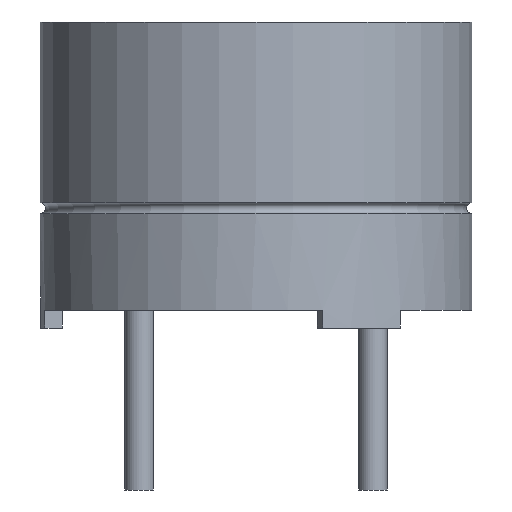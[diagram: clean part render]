
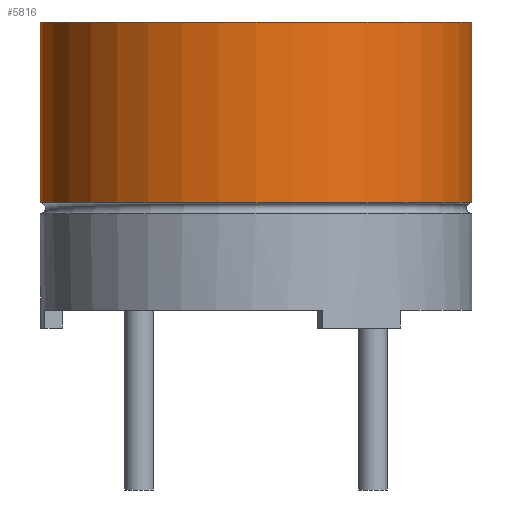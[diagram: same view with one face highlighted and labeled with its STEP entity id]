
A CAD part, front view. The second image highlights one B-rep face of the part: STEP entity #5816.
In plain terms, the highlighted cylindrical face has radius 6 mm (diameter 12 mm), a full revolution.
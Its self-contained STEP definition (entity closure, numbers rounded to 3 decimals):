
#594=LINE('',#7775,#1208);
#1208=VECTOR('',#6509,6.);
#1822=CYLINDRICAL_SURFACE('',#6170,6.);
#1833=FACE_OUTER_BOUND('',#2156,.T.);
#2156=EDGE_LOOP('',(#3982,#3983,#3984,#3985));
#2512=CIRCLE('',#6169,6.);
#2513=CIRCLE('',#6171,6.);
#2538=VERTEX_POINT('',#7770);
#2539=VERTEX_POINT('',#7774);
#3115=EDGE_CURVE('',#2538,#2538,#2512,.T.);
#3116=EDGE_CURVE('',#2538,#2539,#594,.T.);
#3117=EDGE_CURVE('',#2539,#2539,#2513,.T.);
#3982=ORIENTED_EDGE('',*,*,#3115,.T.);
#3983=ORIENTED_EDGE('',*,*,#3116,.T.);
#3984=ORIENTED_EDGE('',*,*,#3117,.F.);
#3985=ORIENTED_EDGE('',*,*,#3116,.F.);
#5816=ADVANCED_FACE('',(#1833),#1822,.T.);
#6169=AXIS2_PLACEMENT_3D('',#7772,#6505,#6506);
#6170=AXIS2_PLACEMENT_3D('',#7773,#6507,#6508);
#6171=AXIS2_PLACEMENT_3D('',#7776,#6510,#6511);
#6505=DIRECTION('center_axis',(0.,0.,1.));
#6506=DIRECTION('ref_axis',(0.,-1.,0.));
#6507=DIRECTION('center_axis',(0.,0.,-1.));
#6508=DIRECTION('ref_axis',(0.,-1.,0.));
#6509=DIRECTION('',(0.,0.,1.));
#6510=DIRECTION('center_axis',(0.,0.,1.));
#6511=DIRECTION('ref_axis',(0.,1.,0.));
#7770=CARTESIAN_POINT('',(0.,6.,3.482));
#7772=CARTESIAN_POINT('Origin',(0.,0.,3.482));
#7773=CARTESIAN_POINT('Origin',(0.,0.,8.5));
#7774=CARTESIAN_POINT('',(0.,6.,8.5));
#7775=CARTESIAN_POINT('',(0.,6.,8.5));
#7776=CARTESIAN_POINT('Origin',(0.,0.,8.5));
